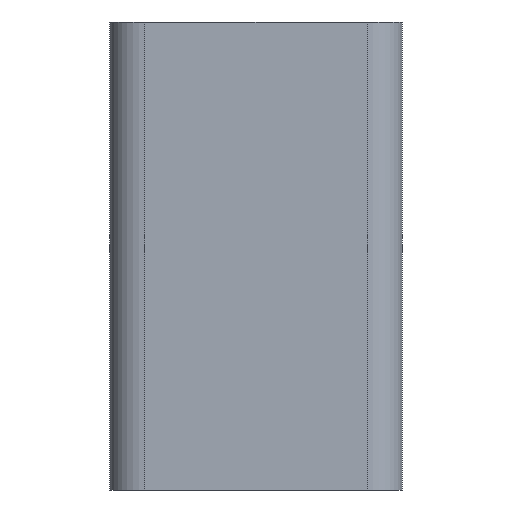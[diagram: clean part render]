
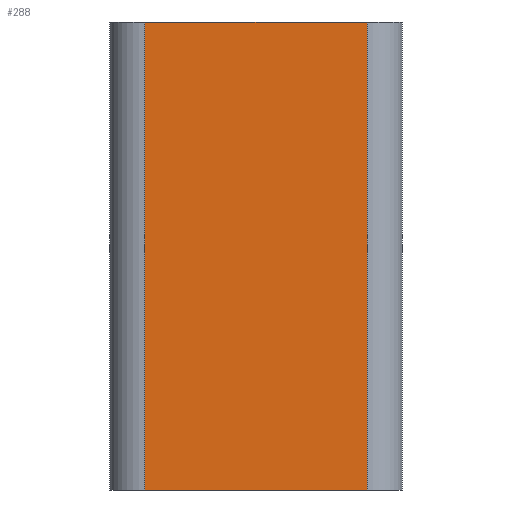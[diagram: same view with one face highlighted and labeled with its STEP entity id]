
A CAD part, left-side view. The second image highlights one B-rep face of the part: STEP entity #288.
In plain terms, the highlighted planar face has unit normal (-1, 0, 0).
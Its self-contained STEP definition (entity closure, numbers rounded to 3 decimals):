
#17=PLANE('',#326);
#37=FACE_OUTER_BOUND('',#54,.T.);
#54=EDGE_LOOP('',(#217,#218,#219,#220));
#72=LINE('',#471,#93);
#74=LINE('',#477,#95);
#75=LINE('',#479,#96);
#76=LINE('',#480,#97);
#93=VECTOR('',#378,10.);
#95=VECTOR('',#384,10.);
#96=VECTOR('',#385,10.);
#97=VECTOR('',#386,10.);
#135=VERTEX_POINT('',#468);
#136=VERTEX_POINT('',#470);
#138=VERTEX_POINT('',#476);
#139=VERTEX_POINT('',#478);
#165=EDGE_CURVE('',#135,#136,#72,.T.);
#168=EDGE_CURVE('',#138,#135,#74,.T.);
#169=EDGE_CURVE('',#139,#138,#75,.T.);
#170=EDGE_CURVE('',#136,#139,#76,.T.);
#217=ORIENTED_EDGE('',*,*,#165,.F.);
#218=ORIENTED_EDGE('',*,*,#168,.F.);
#219=ORIENTED_EDGE('',*,*,#169,.F.);
#220=ORIENTED_EDGE('',*,*,#170,.F.);
#288=ADVANCED_FACE('',(#37),#17,.T.);
#326=AXIS2_PLACEMENT_3D('',#475,#382,#383);
#378=DIRECTION('',(0.,0.,-1.));
#382=DIRECTION('center_axis',(-1.,0.,0.));
#383=DIRECTION('ref_axis',(0.,-1.,0.));
#384=DIRECTION('',(0.,-1.,0.));
#385=DIRECTION('',(0.,0.,1.));
#386=DIRECTION('',(0.,1.,0.));
#468=CARTESIAN_POINT('',(-25.,3.,20.));
#470=CARTESIAN_POINT('',(-25.,3.,-20.));
#471=CARTESIAN_POINT('',(-25.,3.,0.));
#475=CARTESIAN_POINT('Origin',(-25.,25.,0.));
#476=CARTESIAN_POINT('',(-25.,22.,20.));
#477=CARTESIAN_POINT('',(-25.,0.,20.));
#478=CARTESIAN_POINT('',(-25.,22.,-20.));
#479=CARTESIAN_POINT('',(-25.,22.,0.));
#480=CARTESIAN_POINT('',(-25.,0.,-20.));
